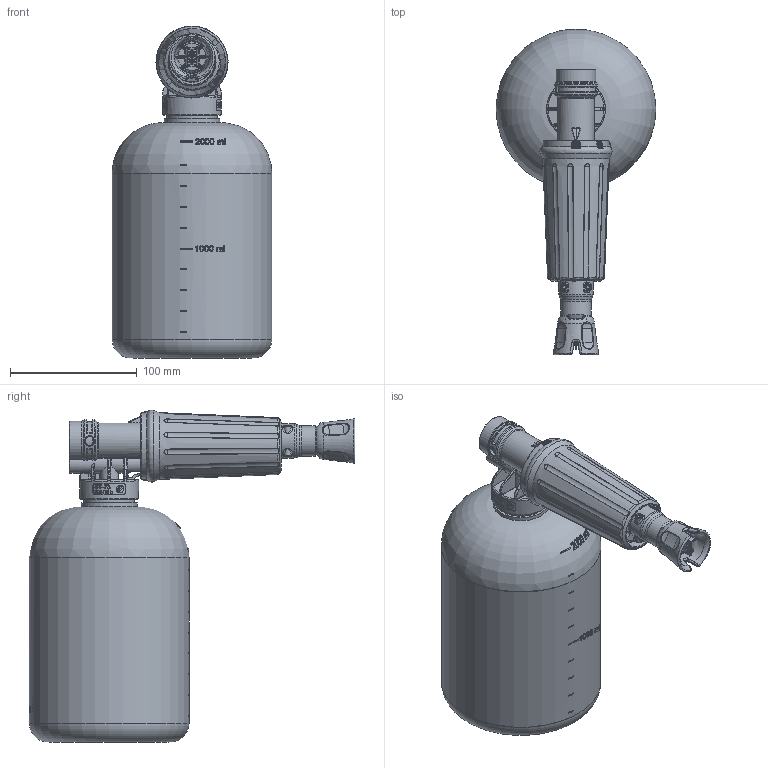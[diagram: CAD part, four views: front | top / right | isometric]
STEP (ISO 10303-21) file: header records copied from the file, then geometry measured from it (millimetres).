
FILE_DESCRIPTION(/* description */ ('Unknown'),/* implementation_level */ '2;1');
FILE_NAME(/* name */ '200073755',/* time_stamp */ '2022-12-07T11:01:29+01:00',/* author */ ('Unknown'),/* organization */ ('Unknown'),/* preprocessor_version */ 'ST-DEVELOPER v18.102',/* originating_system */ 'Solid Edge',/* authorisation */ 'Unknown');
FILE_SCHEMA (('AUTOMOTIVE_DESIGN {1 0 10303 214 3 1 1}'));
Length unit declared in the file: millimetre
Products named in the file (1): Part5
Bounding box: 126.25 x 257.66 x 262.46 mm (x, y, z)
Volume: 374037.7 mm3; surface area: 259402.8 mm2
Topology: 7 solids, 11 shells, 2621 faces, 6662 edges, 4095 vertices
Faces by surface type: bspline 775, plane 754, cylinder 716, torus 187, cone 114, sphere 75
Full cylindrical faces by diameter (mm): 3 x4, 3.2 x2, 6 x1, 8 x1, 10 x1, 11.82 x2, 16.9 x1, 24 x1, 25 x1, 27 x1, 32 x1, 40 x2, 44 x1, 46.5 x1, 124.25 x1, 126.25 x1
Entity records: 126148 total; most frequent: CARTESIAN_POINT 52999, ORIENTED_EDGE 12878, DIRECTION 8786, EDGE_CURVE 6439, VERTEX_POINT 4044, AXIS2_PLACEMENT_3D 3707, B_SPLINE_CURVE_WITH_KNOTS 3199, FACE_BOUND 2849
